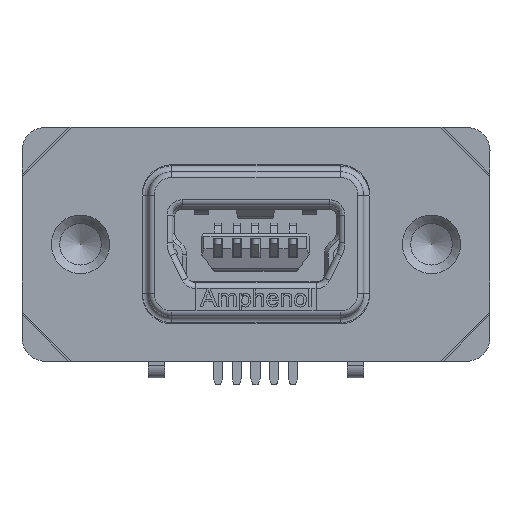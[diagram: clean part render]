
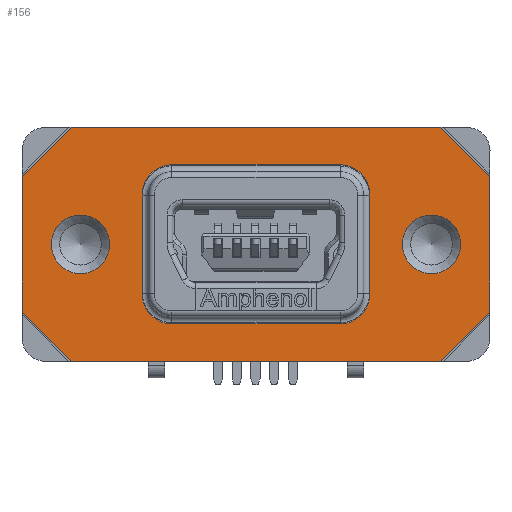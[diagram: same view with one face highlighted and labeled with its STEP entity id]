
A CAD part, front view. The second image highlights one B-rep face of the part: STEP entity #156.
In plain terms, the highlighted face is planar.
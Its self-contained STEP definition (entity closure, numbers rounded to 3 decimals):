
#156=ADVANCED_FACE('',(#5976,#5978,#5980,#5982),#5984,.F.);
#5976=FACE_BOUND('',#5977,.T.);
#5977=EDGE_LOOP('',(#12276,#12277,#12278,#12279,#12280,#12281,#12282,#12283));
#5978=FACE_BOUND('',#5979,.T.);
#5979=EDGE_LOOP('',(#12284));
#5980=FACE_BOUND('',#5981,.T.);
#5981=EDGE_LOOP('',(#12285,#12286,#12287,#12288,#12289,#12290,#12291,#12292));
#5982=FACE_BOUND('',#5983,.T.);
#5983=EDGE_LOOP('',(#12293));
#5984=PLANE('',#5985);
#5985=AXIS2_PLACEMENT_3D('',#5986,#5987,#5988);
#5986=CARTESIAN_POINT('',(-10.,0.76,-10.));
#5987=DIRECTION('',(0.,-1.,0.));
#5988=DIRECTION('',(1.,0.,0.));
#12276=ORIENTED_EDGE('',*,*,#15874,.T.);
#12277=ORIENTED_EDGE('',*,*,#15845,.F.);
#12278=ORIENTED_EDGE('',*,*,#15875,.T.);
#12279=ORIENTED_EDGE('',*,*,#15876,.F.);
#12280=ORIENTED_EDGE('',*,*,#15877,.T.);
#12281=ORIENTED_EDGE('',*,*,#15873,.F.);
#12282=ORIENTED_EDGE('',*,*,#15878,.T.);
#12283=ORIENTED_EDGE('',*,*,#15879,.F.);
#12284=ORIENTED_EDGE('',*,*,#15880,.T.);
#12285=ORIENTED_EDGE('',*,*,#15881,.T.);
#12286=ORIENTED_EDGE('',*,*,#15882,.T.);
#12287=ORIENTED_EDGE('',*,*,#15883,.T.);
#12288=ORIENTED_EDGE('',*,*,#15884,.T.);
#12289=ORIENTED_EDGE('',*,*,#15885,.T.);
#12290=ORIENTED_EDGE('',*,*,#15886,.T.);
#12291=ORIENTED_EDGE('',*,*,#15887,.T.);
#12292=ORIENTED_EDGE('',*,*,#15888,.T.);
#12293=ORIENTED_EDGE('',*,*,#15889,.T.);
#15845=EDGE_CURVE('',#17670,#17652,#17672,.T.);
#15873=EDGE_CURVE('',#17722,#17704,#17724,.T.);
#15874=EDGE_CURVE('',#17725,#17652,#17726,.T.);
#15875=EDGE_CURVE('',#17670,#17727,#17728,.T.);
#15876=EDGE_CURVE('',#17729,#17727,#17730,.T.);
#15877=EDGE_CURVE('',#17729,#17704,#17731,.T.);
#15878=EDGE_CURVE('',#17722,#17732,#17733,.T.);
#15879=EDGE_CURVE('',#17725,#17732,#17734,.T.);
#15880=EDGE_CURVE('',#17735,#17735,#17736,.T.);
#15881=EDGE_CURVE('',#17737,#17738,#17739,.T.);
#15882=EDGE_CURVE('',#17738,#17740,#17741,.T.);
#15883=EDGE_CURVE('',#17740,#17742,#17743,.T.);
#15884=EDGE_CURVE('',#17742,#17744,#17745,.T.);
#15885=EDGE_CURVE('',#17744,#17746,#17747,.T.);
#15886=EDGE_CURVE('',#17746,#17748,#17749,.T.);
#15887=EDGE_CURVE('',#17748,#17750,#17751,.T.);
#15888=EDGE_CURVE('',#17750,#17737,#17752,.T.);
#15889=EDGE_CURVE('',#17753,#17753,#17754,.T.);
#17652=VERTEX_POINT('',#22440);
#17670=VERTEX_POINT('',#22476);
#17672=LINE('',#22480,#22481);
#17704=VERTEX_POINT('',#24192);
#17722=VERTEX_POINT('',#24228);
#17724=LINE('',#24232,#24233);
#17725=VERTEX_POINT('',#24235);
#17726=LINE('',#24236,#24237);
#17727=VERTEX_POINT('',#24239);
#17728=LINE('',#24240,#24241);
#17729=VERTEX_POINT('',#24243);
#17730=LINE('',#24244,#24245);
#17731=LINE('',#24247,#24248);
#17732=VERTEX_POINT('',#24250);
#17733=LINE('',#24251,#24252);
#17734=LINE('',#24254,#24255);
#17735=VERTEX_POINT('',#24257);
#17736=CIRCLE('',#24258,1.25);
#17737=VERTEX_POINT('',#24262);
#17738=VERTEX_POINT('',#24263);
#17739=CIRCLE('',#24264,1.25);
#17740=VERTEX_POINT('',#24268);
#17741=LINE('',#24269,#24270);
#17742=VERTEX_POINT('',#24272);
#17743=CIRCLE('',#24273,1.25);
#17744=VERTEX_POINT('',#24277);
#17745=LINE('',#24278,#24279);
#17746=VERTEX_POINT('',#24281);
#17747=CIRCLE('',#24282,1.25);
#17748=VERTEX_POINT('',#24286);
#17749=LINE('',#24287,#24288);
#17750=VERTEX_POINT('',#24290);
#17751=CIRCLE('',#24291,1.25);
#17752=LINE('',#24295,#24296);
#17753=VERTEX_POINT('',#24298);
#17754=CIRCLE('',#24299,1.25);
#22440=CARTESIAN_POINT('',(-7.9,0.76,0.));
#22476=CARTESIAN_POINT('',(7.9,0.76,0.));
#22480=CARTESIAN_POINT('',(7.9,0.76,0.));
#22481=VECTOR('',#22482,1.);
#22482=DIRECTION('',(-1.,0.,0.));
#24192=CARTESIAN_POINT('',(7.9,0.76,-10.));
#24228=CARTESIAN_POINT('',(-7.9,0.76,-10.));
#24232=CARTESIAN_POINT('',(-7.9,0.76,-10.));
#24233=VECTOR('',#24234,1.);
#24234=DIRECTION('',(1.,0.,0.));
#24235=CARTESIAN_POINT('',(-10.,0.76,-2.1));
#24236=CARTESIAN_POINT('',(-10.,0.76,-2.1));
#24237=VECTOR('',#24238,1.);
#24238=DIRECTION('',(0.707,0.,0.707));
#24239=CARTESIAN_POINT('',(10.,0.76,-2.1));
#24240=CARTESIAN_POINT('',(7.9,0.76,0.));
#24241=VECTOR('',#24242,1.);
#24242=DIRECTION('',(0.707,0.,-0.707));
#24243=CARTESIAN_POINT('',(10.,0.76,-7.9));
#24244=CARTESIAN_POINT('',(10.,0.76,-7.9));
#24245=VECTOR('',#24246,1.);
#24246=DIRECTION('',(0.,0.,1.));
#24247=CARTESIAN_POINT('',(10.,0.76,-7.9));
#24248=VECTOR('',#24249,1.);
#24249=DIRECTION('',(-0.707,0.,-0.707));
#24250=CARTESIAN_POINT('',(-10.,0.76,-7.9));
#24251=CARTESIAN_POINT('',(-7.9,0.76,-10.));
#24252=VECTOR('',#24253,1.);
#24253=DIRECTION('',(-0.707,0.,0.707));
#24254=CARTESIAN_POINT('',(-10.,0.76,-2.1));
#24255=VECTOR('',#24256,1.);
#24256=DIRECTION('',(0.,0.,-1.));
#24257=CARTESIAN_POINT('',(-7.5,0.76,-3.75));
#24258=AXIS2_PLACEMENT_3D('',#24259,#24260,#24261);
#24259=CARTESIAN_POINT('',(-7.5,0.76,-5.));
#24260=DIRECTION('',(0.,-1.,0.));
#24261=DIRECTION('',(1.,0.,0.));
#24262=CARTESIAN_POINT('',(4.85,0.76,-2.85));
#24263=CARTESIAN_POINT('',(3.6,0.76,-1.6));
#24264=AXIS2_PLACEMENT_3D('',#24265,#24266,#24267);
#24265=CARTESIAN_POINT('',(3.6,0.76,-2.85));
#24266=DIRECTION('',(0.,-1.,0.));
#24267=DIRECTION('',(1.,0.,0.));
#24268=CARTESIAN_POINT('',(-3.6,0.76,-1.6));
#24269=CARTESIAN_POINT('',(3.6,0.76,-1.6));
#24270=VECTOR('',#24271,1.);
#24271=DIRECTION('',(-1.,0.,0.));
#24272=CARTESIAN_POINT('',(-4.85,0.76,-2.85));
#24273=AXIS2_PLACEMENT_3D('',#24274,#24275,#24276);
#24274=CARTESIAN_POINT('',(-3.6,0.76,-2.85));
#24275=DIRECTION('',(0.,-1.,0.));
#24276=DIRECTION('',(0.,0.,1.));
#24277=CARTESIAN_POINT('',(-4.85,0.76,-7.15));
#24278=CARTESIAN_POINT('',(-4.85,0.76,-2.85));
#24279=VECTOR('',#24280,1.);
#24280=DIRECTION('',(0.,0.,-1.));
#24281=CARTESIAN_POINT('',(-3.6,0.76,-8.4));
#24282=AXIS2_PLACEMENT_3D('',#24283,#24284,#24285);
#24283=CARTESIAN_POINT('',(-3.6,0.76,-7.15));
#24284=DIRECTION('',(0.,-1.,0.));
#24285=DIRECTION('',(-1.,0.,0.));
#24286=CARTESIAN_POINT('',(3.6,0.76,-8.4));
#24287=CARTESIAN_POINT('',(-3.6,0.76,-8.4));
#24288=VECTOR('',#24289,1.);
#24289=DIRECTION('',(1.,0.,0.));
#24290=CARTESIAN_POINT('',(4.85,0.76,-7.15));
#24291=AXIS2_PLACEMENT_3D('',#24292,#24293,#24294);
#24292=CARTESIAN_POINT('',(3.6,0.76,-7.15));
#24293=DIRECTION('',(0.,-1.,0.));
#24294=DIRECTION('',(0.,0.,-1.));
#24295=CARTESIAN_POINT('',(4.85,0.76,-7.15));
#24296=VECTOR('',#24297,1.);
#24297=DIRECTION('',(0.,0.,1.));
#24298=CARTESIAN_POINT('',(7.5,0.76,-3.75));
#24299=AXIS2_PLACEMENT_3D('',#24300,#24301,#24302);
#24300=CARTESIAN_POINT('',(7.5,0.76,-5.));
#24301=DIRECTION('',(0.,-1.,0.));
#24302=DIRECTION('',(1.,0.,0.));
